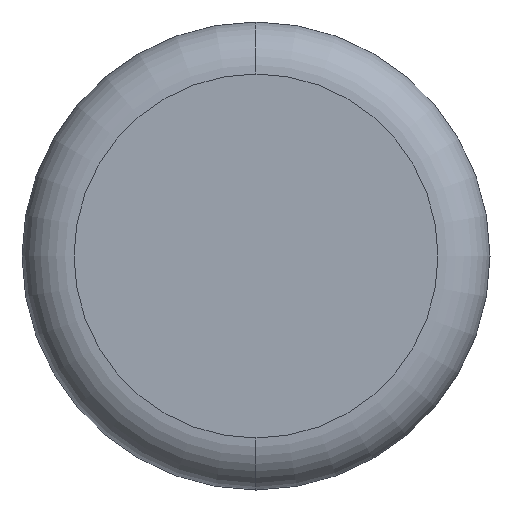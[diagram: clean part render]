
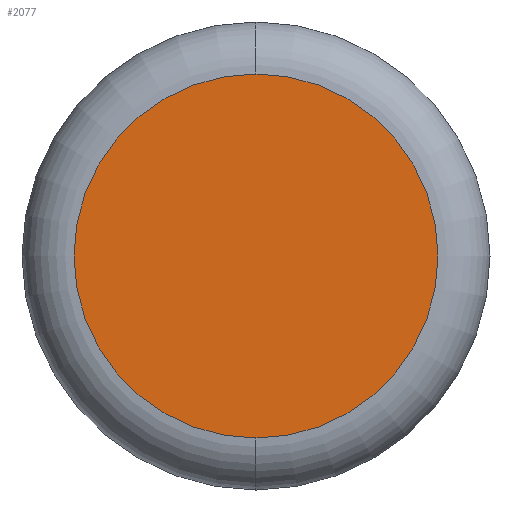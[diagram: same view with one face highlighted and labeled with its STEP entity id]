
A CAD part, left-side view. The second image highlights one B-rep face of the part: STEP entity #2077.
In plain terms, the highlighted planar face has unit normal (-1, 0, 0).
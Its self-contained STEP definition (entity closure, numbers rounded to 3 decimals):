
#888 = AXIS2_PLACEMENT_3D ( 'NONE', #6299, #3503, #10042 ) ;
#1092 = CIRCLE ( 'NONE', #888, 13.999 ) ;
#1515 = FACE_OUTER_BOUND ( 'NONE', #3510, .T. ) ;
#2077 = ADVANCED_FACE ( 'NONE', ( #1515 ), #12095, .T. ) ;
#3503 = DIRECTION ( 'NONE',  ( -1., 0., 0. ) ) ;
#3510 = EDGE_LOOP ( 'NONE', ( #5469, #10356 ) ) ;
#4971 = VERTEX_POINT ( 'NONE', #10342 ) ;
#5014 = CARTESIAN_POINT ( 'NONE',  ( -0.051, 0., -13.999 ) ) ;
#5254 = AXIS2_PLACEMENT_3D ( 'NONE', #8800, #6296, #10914 ) ;
#5298 = DIRECTION ( 'NONE',  ( -1., 0., 0. ) ) ;
#5469 = ORIENTED_EDGE ( 'NONE', *, *, #9514, .T. ) ;
#6243 = CIRCLE ( 'NONE', #5254, 13.999 ) ;
#6296 = DIRECTION ( 'NONE',  ( -1., 0., 0. ) ) ;
#6299 = CARTESIAN_POINT ( 'NONE',  ( -0.051, 0., 0. ) ) ;
#6582 = VERTEX_POINT ( 'NONE', #5014 ) ;
#8256 = AXIS2_PLACEMENT_3D ( 'NONE', #10166, #5298, #9113 ) ;
#8696 = EDGE_CURVE ( 'NONE', #6582, #4971, #6243, .T. ) ;
#8800 = CARTESIAN_POINT ( 'NONE',  ( -0.051, 0., 0. ) ) ;
#9113 = DIRECTION ( 'NONE',  ( 0., 0., 1. ) ) ;
#9514 = EDGE_CURVE ( 'NONE', #4971, #6582, #1092, .T. ) ;
#10042 = DIRECTION ( 'NONE',  ( 0., 0., 1. ) ) ;
#10166 = CARTESIAN_POINT ( 'NONE',  ( -0.051, 0., 0. ) ) ;
#10342 = CARTESIAN_POINT ( 'NONE',  ( -0.051, 0., 13.999 ) ) ;
#10356 = ORIENTED_EDGE ( 'NONE', *, *, #8696, .T. ) ;
#10914 = DIRECTION ( 'NONE',  ( 0., 0., 1. ) ) ;
#12095 = PLANE ( 'NONE',  #8256 ) ;
